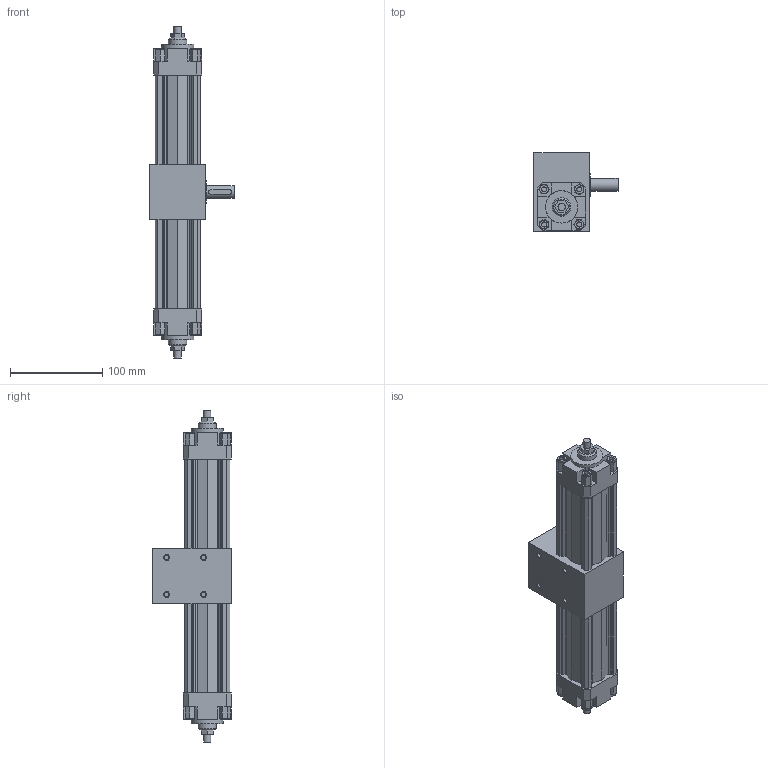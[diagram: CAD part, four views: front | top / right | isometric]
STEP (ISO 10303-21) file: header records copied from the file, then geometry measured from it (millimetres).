
FILE_DESCRIPTION((''),'2;1');
FILE_NAME('1332_40_180_01R.stp','2012-09-28T11:55:36',('locatst1'),(''),'Autodesk Inventor 2012','Autodesk Inventor 2012','');
FILE_SCHEMA(('AUTOMOTIVE_DESIGN { 1 0 10303 214 1 1 1 1 }'));
Length unit declared in the file: millimetre
Products named in the file (1): 1332_40_180_01R
Bounding box: 91 x 85 x 359 mm (x, y, z)
Volume: 815377.8 mm3; surface area: 110870.2 mm2
Topology: 1 solids, 1 shells, 346 faces, 869 edges, 576 vertices
Faces by surface type: plane 271, cylinder 57, cone 18
Full cylindrical faces by diameter (mm): 4.2 x1, 4.917 x12, 5.5 x8, 8 x2, 9.7 x8, 11.445 x2, 14 x1, 20 x2, 25 x1, 35 x2
Entity records: 10060 total; most frequent: CARTESIAN_POINT 1753, DIRECTION 1636, ORIENTED_EDGE 1606, EDGE_CURVE 803, VECTOR 656, LINE 656, VERTEX_POINT 567, AXIS2_PLACEMENT_3D 490
